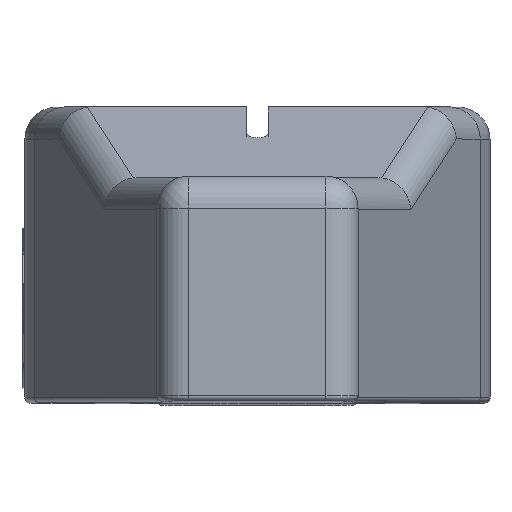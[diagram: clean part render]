
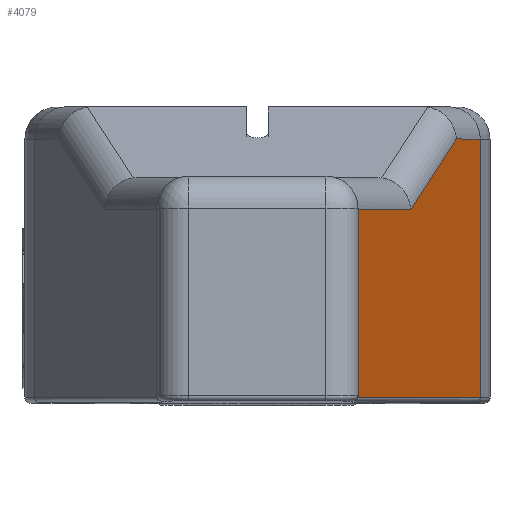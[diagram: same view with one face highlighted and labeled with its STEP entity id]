
A CAD part, top view. The second image highlights one B-rep face of the part: STEP entity #4079.
In plain terms, the highlighted planar face has unit normal (0.958, 0, 0.286).
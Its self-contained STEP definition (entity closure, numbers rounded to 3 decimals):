
#1502=DIRECTION('',(-0.286,0.,0.958));
#1503=VECTOR('',#1502,64.054);
#1504=CARTESIAN_POINT('',(33.461,0.762,10.004));
#1505=LINE('',#1504,#1503);
#1915=DIRECTION('',(-0.286,0.,0.958));
#1916=VECTOR('',#1915,27.643);
#1917=CARTESIAN_POINT('',(23.031,28.956,44.89));
#1918=LINE('',#1917,#1916);
#1943=DIRECTION('',(0.,1.,0.));
#1944=VECTOR('',#1943,28.194);
#1945=CARTESIAN_POINT('',(15.113,0.762,71.374));
#1946=LINE('',#1945,#1944);
#1957=DIRECTION('',(0.286,0.,-0.958));
#1958=VECTOR('',#1957,12.533);
#1959=CARTESIAN_POINT('',(29.871,39.624,22.012));
#1960=LINE('',#1959,#1958);
#2002=DIRECTION('',(0.,1.,0.));
#2003=VECTOR('',#2002,38.862);
#2004=CARTESIAN_POINT('',(33.461,0.762,10.004));
#2005=LINE('',#2004,#2003);
#2272=DIRECTION('',(-0.262,-0.408,0.875));
#2273=VECTOR('',#2272,26.153);
#2274=CARTESIAN_POINT('',(29.871,39.624,22.012));
#2275=LINE('',#2274,#2273);
#2355=CARTESIAN_POINT('',(33.461,0.762,10.004));
#2356=VERTEX_POINT('',#2355);
#2359=CARTESIAN_POINT('',(15.113,0.762,71.374));
#2360=VERTEX_POINT('',#2359);
#2405=CARTESIAN_POINT('',(29.871,39.624,22.012));
#2406=CARTESIAN_POINT('',(33.461,39.624,10.004));
#2407=VERTEX_POINT('',#2405);
#2408=VERTEX_POINT('',#2406);
#2409=CARTESIAN_POINT('',(23.031,28.956,44.89));
#2410=VERTEX_POINT('',#2409);
#2431=CARTESIAN_POINT('',(15.113,28.956,71.374));
#2432=VERTEX_POINT('',#2431);
#4063=CARTESIAN_POINT('',(15.113,0.,71.374));
#4064=DIRECTION('',(0.958,0.,0.286));
#4065=DIRECTION('',(0.286,0.,-0.958));
#4066=AXIS2_PLACEMENT_3D('',#4063,#4064,#4065);
#4067=PLANE('',#4066);
#4069=ORIENTED_EDGE('',*,*,#4068,.T.);
#4071=ORIENTED_EDGE('',*,*,#4070,.F.);
#4072=ORIENTED_EDGE('',*,*,#3759,.T.);
#4073=ORIENTED_EDGE('',*,*,#4028,.T.);
#4074=ORIENTED_EDGE('',*,*,#4053,.F.);
#4076=ORIENTED_EDGE('',*,*,#4075,.F.);
#4077=EDGE_LOOP('',(#4069,#4071,#4072,#4073,#4074,#4076));
#4078=FACE_OUTER_BOUND('',#4077,.F.);
#4079=ADVANCED_FACE('',(#4078),#4067,.T.);
#3759=EDGE_CURVE('',#2356,#2360,#1505,.T.);
#4028=EDGE_CURVE('',#2360,#2432,#1946,.T.);
#4053=EDGE_CURVE('',#2410,#2432,#1918,.T.);
#4068=EDGE_CURVE('',#2407,#2408,#1960,.T.);
#4070=EDGE_CURVE('',#2356,#2408,#2005,.T.);
#4075=EDGE_CURVE('',#2407,#2410,#2275,.T.);
